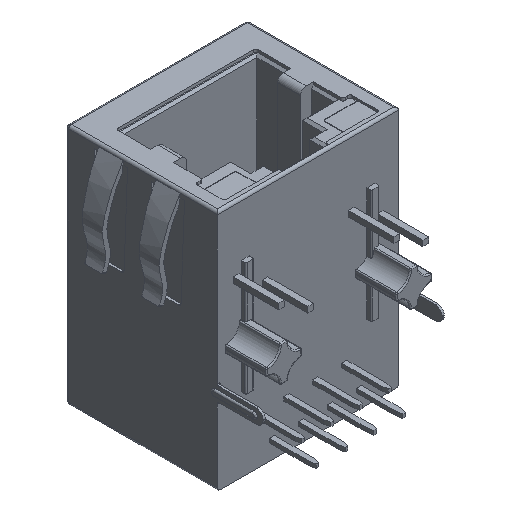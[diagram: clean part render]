
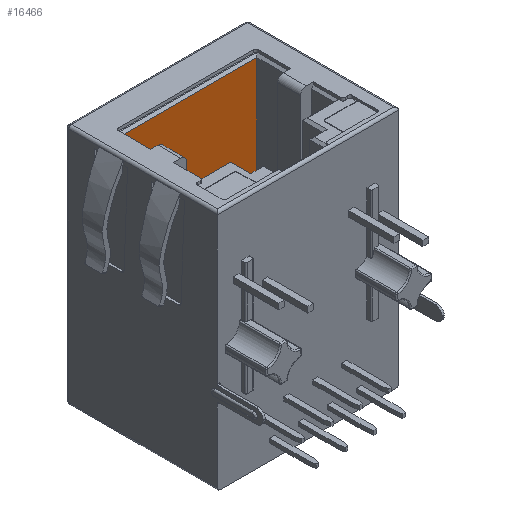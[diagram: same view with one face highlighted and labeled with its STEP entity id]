
A CAD part, isometric view. The second image highlights one B-rep face of the part: STEP entity #16466.
In plain terms, the highlighted planar face has unit normal (0, -1, 0).
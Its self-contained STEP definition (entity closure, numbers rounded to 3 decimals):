
#102 = VECTOR ( 'NONE', #4424, 1000. ) ;
#2383 = CARTESIAN_POINT ( 'NONE',  ( 15.565, 14.45, -0.45 ) ) ;
#2480 = EDGE_LOOP ( 'NONE', ( #3567, #14998, #24681, #25614 ) ) ;
#3567 = ORIENTED_EDGE ( 'NONE', *, *, #8312, .T. ) ;
#4068 = DIRECTION ( 'NONE',  ( 0., 0., -1. ) ) ;
#4261 = CARTESIAN_POINT ( 'NONE',  ( 15.565, 14.45, -0.45 ) ) ;
#4424 = DIRECTION ( 'NONE',  ( -1., 0., 0. ) ) ;
#5069 = VERTEX_POINT ( 'NONE', #18798 ) ;
#5387 = DIRECTION ( 'NONE',  ( 1., 0., 0. ) ) ;
#5484 = EDGE_CURVE ( 'NONE', #17353, #5069, #27691, .T. ) ;
#5528 = CARTESIAN_POINT ( 'NONE',  ( 3.665, 14.45, -0.45 ) ) ;
#6568 = LINE ( 'NONE', #15119, #102 ) ;
#7263 = CARTESIAN_POINT ( 'NONE',  ( 15.565, 14.45, 0. ) ) ;
#7995 = EDGE_CURVE ( 'NONE', #17353, #16409, #12578, .T. ) ;
#8030 = EDGE_CURVE ( 'NONE', #5069, #25886, #6568, .T. ) ;
#8312 = EDGE_CURVE ( 'NONE', #16409, #25886, #8880, .T. ) ;
#8463 = CARTESIAN_POINT ( 'NONE',  ( 3.665, 14.45, -0.45 ) ) ;
#8880 = LINE ( 'NONE', #8463, #14883 ) ;
#9641 = DIRECTION ( 'NONE',  ( 0., 1., 0. ) ) ;
#10219 = CARTESIAN_POINT ( 'NONE',  ( 3.665, 14.45, -9.8 ) ) ;
#10506 = CARTESIAN_POINT ( 'NONE',  ( 15.565, 14.45, -0.45 ) ) ;
#10930 = AXIS2_PLACEMENT_3D ( 'NONE', #7263, #9641, #5387 ) ;
#12578 = LINE ( 'NONE', #10506, #26544 ) ;
#14061 = VECTOR ( 'NONE', #18736, 1000. ) ;
#14883 = VECTOR ( 'NONE', #4068, 1000. ) ;
#14998 = ORIENTED_EDGE ( 'NONE', *, *, #8030, .F. ) ;
#15119 = CARTESIAN_POINT ( 'NONE',  ( 15.565, 14.45, -9.8 ) ) ;
#16409 = VERTEX_POINT ( 'NONE', #5528 ) ;
#16466 = ADVANCED_FACE ( 'NONE', ( #26735 ), #26464, .F. ) ;
#17353 = VERTEX_POINT ( 'NONE', #2383 ) ;
#18736 = DIRECTION ( 'NONE',  ( 0., 0., -1. ) ) ;
#18798 = CARTESIAN_POINT ( 'NONE',  ( 15.565, 14.45, -9.8 ) ) ;
#21296 = DIRECTION ( 'NONE',  ( -1., 0., 0. ) ) ;
#24681 = ORIENTED_EDGE ( 'NONE', *, *, #5484, .F. ) ;
#25614 = ORIENTED_EDGE ( 'NONE', *, *, #7995, .T. ) ;
#25886 = VERTEX_POINT ( 'NONE', #10219 ) ;
#26464 = PLANE ( 'NONE',  #10930 ) ;
#26544 = VECTOR ( 'NONE', #21296, 1000. ) ;
#26735 = FACE_OUTER_BOUND ( 'NONE', #2480, .T. ) ;
#27691 = LINE ( 'NONE', #4261, #14061 ) ;
